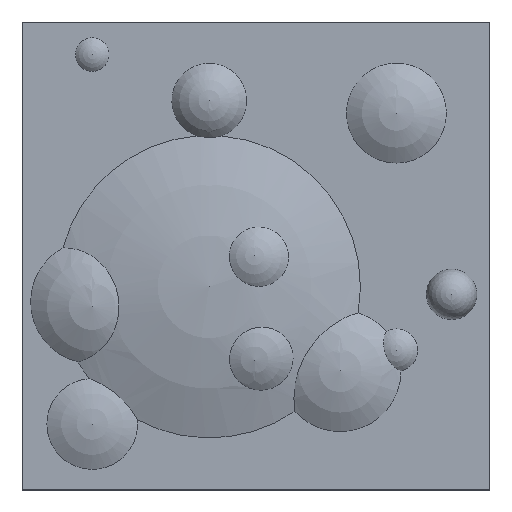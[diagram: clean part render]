
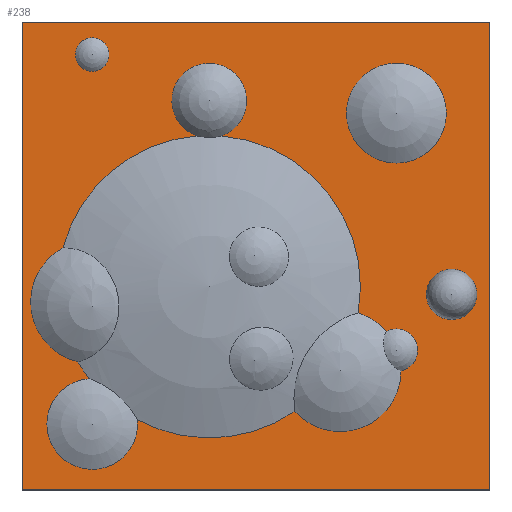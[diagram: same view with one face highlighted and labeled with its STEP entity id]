
A CAD part, top view. The second image highlights one B-rep face of the part: STEP entity #238.
In plain terms, the highlighted planar face has unit normal (0, 0, 1).
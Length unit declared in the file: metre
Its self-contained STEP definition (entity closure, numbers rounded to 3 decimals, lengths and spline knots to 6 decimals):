
#23=LINE('',#397,#35);
#24=LINE('',#400,#36);
#25=LINE('',#402,#37);
#26=LINE('',#404,#38);
#35=VECTOR('',#311,1.);
#36=VECTOR('',#312,1.);
#37=VECTOR('',#313,1.);
#38=VECTOR('',#314,1.);
#47=ORIENTED_EDGE('',*,*,#111,.T.);
#48=ORIENTED_EDGE('',*,*,#112,.F.);
#49=ORIENTED_EDGE('',*,*,#113,.T.);
#50=ORIENTED_EDGE('',*,*,#114,.T.);
#51=ORIENTED_EDGE('',*,*,#115,.F.);
#52=ORIENTED_EDGE('',*,*,#116,.F.);
#53=ORIENTED_EDGE('',*,*,#117,.F.);
#54=ORIENTED_EDGE('',*,*,#118,.T.);
#55=ORIENTED_EDGE('',*,*,#119,.T.);
#56=ORIENTED_EDGE('',*,*,#120,.T.);
#57=ORIENTED_EDGE('',*,*,#121,.F.);
#58=ORIENTED_EDGE('',*,*,#122,.F.);
#59=ORIENTED_EDGE('',*,*,#123,.F.);
#60=ORIENTED_EDGE('',*,*,#124,.F.);
#61=ORIENTED_EDGE('',*,*,#125,.F.);
#62=ORIENTED_EDGE('',*,*,#126,.T.);
#63=ORIENTED_EDGE('',*,*,#127,.F.);
#111=EDGE_CURVE('',#143,#143,#166,.T.);
#112=EDGE_CURVE('',#144,#145,#23,.T.);
#113=EDGE_CURVE('',#144,#146,#24,.T.);
#114=EDGE_CURVE('',#146,#147,#25,.T.);
#115=EDGE_CURVE('',#145,#147,#26,.T.);
#116=EDGE_CURVE('',#148,#148,#167,.T.);
#117=EDGE_CURVE('',#149,#149,#168,.T.);
#118=EDGE_CURVE('',#150,#151,#169,.T.);
#119=EDGE_CURVE('',#151,#152,#170,.T.);
#120=EDGE_CURVE('',#152,#153,#171,.T.);
#121=EDGE_CURVE('',#154,#153,#172,.T.);
#122=EDGE_CURVE('',#155,#154,#173,.T.);
#123=EDGE_CURVE('',#156,#155,#174,.T.);
#124=EDGE_CURVE('',#157,#156,#175,.T.);
#125=EDGE_CURVE('',#158,#157,#176,.T.);
#126=EDGE_CURVE('',#158,#159,#177,.T.);
#127=EDGE_CURVE('',#150,#159,#178,.T.);
#143=VERTEX_POINT('',#396);
#144=VERTEX_POINT('',#398);
#145=VERTEX_POINT('',#399);
#146=VERTEX_POINT('',#401);
#147=VERTEX_POINT('',#403);
#148=VERTEX_POINT('',#406);
#149=VERTEX_POINT('',#408);
#150=VERTEX_POINT('',#410);
#151=VERTEX_POINT('',#411);
#152=VERTEX_POINT('',#413);
#153=VERTEX_POINT('',#415);
#154=VERTEX_POINT('',#417);
#155=VERTEX_POINT('',#419);
#156=VERTEX_POINT('',#421);
#157=VERTEX_POINT('',#423);
#158=VERTEX_POINT('',#425);
#159=VERTEX_POINT('',#427);
#166=CIRCLE('',#269,0.000539);
#167=CIRCLE('',#270,0.000357);
#168=CIRCLE('',#271,0.001067);
#169=CIRCLE('',#272,0.001296);
#170=CIRCLE('',#273,0.000452);
#171=CIRCLE('',#274,0.001296);
#172=CIRCLE('',#275,0.003231);
#173=CIRCLE('',#276,0.000968);
#174=CIRCLE('',#277,0.003231);
#175=CIRCLE('',#278,0.001314);
#176=CIRCLE('',#279,0.003231);
#177=CIRCLE('',#280,0.000797);
#178=CIRCLE('',#281,0.003231);
#186=EDGE_LOOP('',(#47));
#187=EDGE_LOOP('',(#48,#49,#50,#51));
#188=EDGE_LOOP('',(#52));
#189=EDGE_LOOP('',(#53));
#190=EDGE_LOOP('',(#54,#55,#56,#57,#58,#59,#60,#61,#62,#63));
#209=FACE_BOUND('',#186,.T.);
#210=FACE_BOUND('',#187,.T.);
#211=FACE_BOUND('',#188,.T.);
#212=FACE_BOUND('',#189,.T.);
#213=FACE_BOUND('',#190,.T.);
#232=PLANE('',#268);
#238=ADVANCED_FACE('',(#209,#210,#211,#212,#213),#232,.T.);
#268=AXIS2_PLACEMENT_3D('',#394,#307,#308);
#269=AXIS2_PLACEMENT_3D('',#395,#309,#310);
#270=AXIS2_PLACEMENT_3D('',#405,#315,#316);
#271=AXIS2_PLACEMENT_3D('',#407,#317,#318);
#272=AXIS2_PLACEMENT_3D('',#409,#319,#320);
#273=AXIS2_PLACEMENT_3D('',#412,#321,#322);
#274=AXIS2_PLACEMENT_3D('',#414,#323,#324);
#275=AXIS2_PLACEMENT_3D('',#416,#325,#326);
#276=AXIS2_PLACEMENT_3D('',#418,#327,#328);
#277=AXIS2_PLACEMENT_3D('',#420,#329,#330);
#278=AXIS2_PLACEMENT_3D('',#422,#331,#332);
#279=AXIS2_PLACEMENT_3D('',#424,#333,#334);
#280=AXIS2_PLACEMENT_3D('',#426,#335,#336);
#281=AXIS2_PLACEMENT_3D('',#428,#337,#338);
#307=DIRECTION('',(0.,0.,1.));
#308=DIRECTION('',(1.,0.,0.));
#309=DIRECTION('',(0.,0.,-1.));
#310=DIRECTION('',(-1.,0.,0.));
#311=DIRECTION('',(-1.,0.,0.));
#312=DIRECTION('',(0.,1.,0.));
#313=DIRECTION('',(-1.,0.,0.));
#314=DIRECTION('',(0.,1.,0.));
#315=DIRECTION('',(0.,0.,1.));
#316=DIRECTION('',(1.,0.,0.));
#317=DIRECTION('',(0.,0.,1.));
#318=DIRECTION('',(1.,0.,0.));
#319=DIRECTION('',(0.,0.,-1.));
#320=DIRECTION('',(0.,1.,0.));
#321=DIRECTION('',(0.,0.,-1.));
#322=DIRECTION('',(-1.,0.,0.));
#323=DIRECTION('',(0.,0.,-1.));
#324=DIRECTION('',(0.,1.,0.));
#325=DIRECTION('',(0.,0.,1.));
#326=DIRECTION('',(0.,-1.,0.));
#327=DIRECTION('',(0.,0.,1.));
#328=DIRECTION('',(1.,0.,0.));
#329=DIRECTION('',(0.,0.,1.));
#330=DIRECTION('',(0.,-1.,0.));
#331=DIRECTION('',(0.,0.,1.));
#332=DIRECTION('',(1.,0.,0.));
#333=DIRECTION('',(0.,0.,1.));
#334=DIRECTION('',(0.,-1.,0.));
#335=DIRECTION('',(0.,0.,-1.));
#336=DIRECTION('',(-1.,0.,0.));
#337=DIRECTION('',(0.,0.,1.));
#338=DIRECTION('',(0.,-1.,0.));
#394=CARTESIAN_POINT('',(0.,0.,0.0001));
#395=CARTESIAN_POINT('',(0.00418,-0.00082,0.0001));
#396=CARTESIAN_POINT('',(0.003641,-0.00082,0.0001));
#397=CARTESIAN_POINT('',(0.,-0.005,0.0001));
#398=CARTESIAN_POINT('',(0.005,-0.005,0.0001));
#399=CARTESIAN_POINT('',(-0.005,-0.005,0.0001));
#400=CARTESIAN_POINT('',(0.005,0.,0.0001));
#401=CARTESIAN_POINT('',(0.005,0.005,0.0001));
#402=CARTESIAN_POINT('',(0.,0.005,0.0001));
#403=CARTESIAN_POINT('',(-0.005,0.005,0.0001));
#404=CARTESIAN_POINT('',(-0.005,0.,0.0001));
#405=CARTESIAN_POINT('',(-0.0035,0.004304,0.0001));
#406=CARTESIAN_POINT('',(-0.003143,0.004304,0.0001));
#407=CARTESIAN_POINT('',(0.003,0.003052,0.0001));
#408=CARTESIAN_POINT('',(0.004067,0.003052,0.0001));
#409=CARTESIAN_POINT('',(0.0018,-0.002456,0.0001));
#410=CARTESIAN_POINT('',(0.002182,-0.001218,0.0001));
#411=CARTESIAN_POINT('',(0.002785,-0.001614,0.0001));
#412=CARTESIAN_POINT('',(0.003,-0.002012,0.0001));
#413=CARTESIAN_POINT('',(0.003096,-0.002453,0.0001));
#414=CARTESIAN_POINT('',(0.0018,-0.002456,0.0001));
#415=CARTESIAN_POINT('',(0.000831,-0.003317,0.0001));
#416=CARTESIAN_POINT('',(-0.001,-0.000655,0.0001));
#417=CARTESIAN_POINT('',(-0.002536,-0.003498,0.0001));
#418=CARTESIAN_POINT('',(-0.0035,-0.003591,0.0001));
#419=CARTESIAN_POINT('',(-0.003562,-0.002624,0.0001));
#420=CARTESIAN_POINT('',(-0.001,-0.000655,0.0001));
#421=CARTESIAN_POINT('',(-0.003803,-0.002262,0.0001));
#422=CARTESIAN_POINT('',(-0.0035,-0.000984,0.0001));
#423=CARTESIAN_POINT('',(-0.004123,0.000173,0.0001));
#424=CARTESIAN_POINT('',(-0.001,-0.000655,0.0001));
#425=CARTESIAN_POINT('',(-0.001262,0.002565,0.0001));
#426=CARTESIAN_POINT('',(-0.001,0.003318,0.0001));
#427=CARTESIAN_POINT('',(-0.000738,0.002565,0.0001));
#428=CARTESIAN_POINT('',(-0.001,-0.000655,0.0001));
